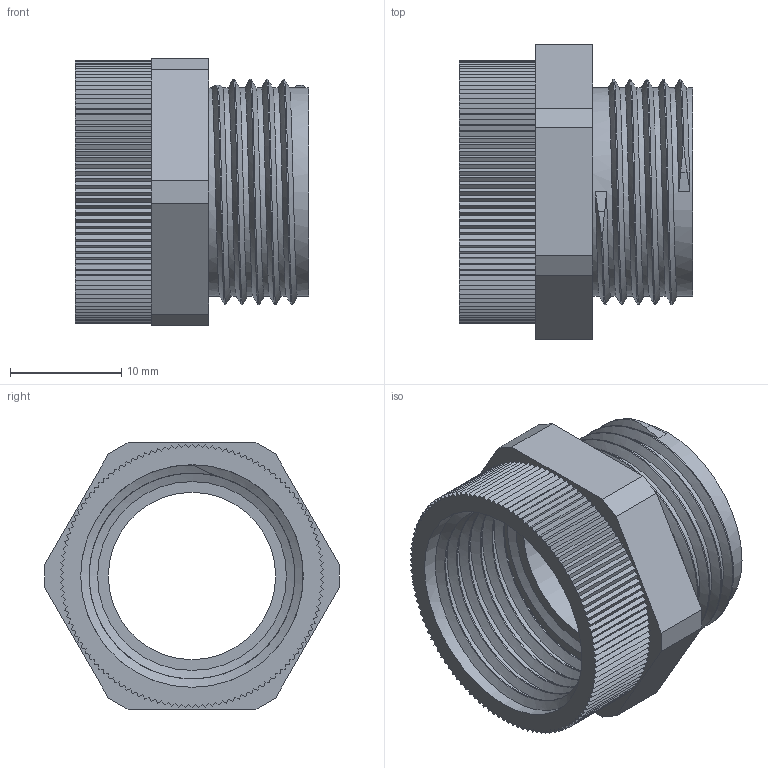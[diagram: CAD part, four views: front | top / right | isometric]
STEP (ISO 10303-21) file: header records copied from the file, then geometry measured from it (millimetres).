
FILE_DESCRIPTION(/* description */ ('Adapter Sechskant PG 13,5/M20x1,5'),/* implementation_level */ '2;1');
FILE_NAME(/* name */ '11071320-RST.stp',/* time_stamp */ '2020-05-11T07:30:59+02:00',/* author */ ('sl'),/* organization */ (''),/* preprocessor_version */ 'ST-DEVELOPER v16.5',/* originating_system */ 'Autodesk Inventor 2017',/* authorisation */ '');
FILE_SCHEMA (('AUTOMOTIVE_DESIGN { 1 0 10303 214 3 1 1 }'));
Length unit declared in the file: millimetre
Products named in the file (1): 11071320
Bounding box: 21 x 26.54 x 24 mm (x, y, z)
Volume: 3169.5 mm3; surface area: 3984.1 mm2
Topology: 1 solids, 1 shells, 283 faces, 832 edges, 554 vertices
Faces by surface type: plane 261, cylinder 17, bspline 4, cone 1
Full cylindrical faces by diameter (mm): 15.07 x1, 18.778 x5, 20.042 x5
Entity records: 11015 total; most frequent: CARTESIAN_POINT 3779, ORIENTED_EDGE 1592, DIRECTION 1325, EDGE_CURVE 796, LINE 765, VECTOR 765, VERTEX_POINT 532, EDGE_LOOP 284
